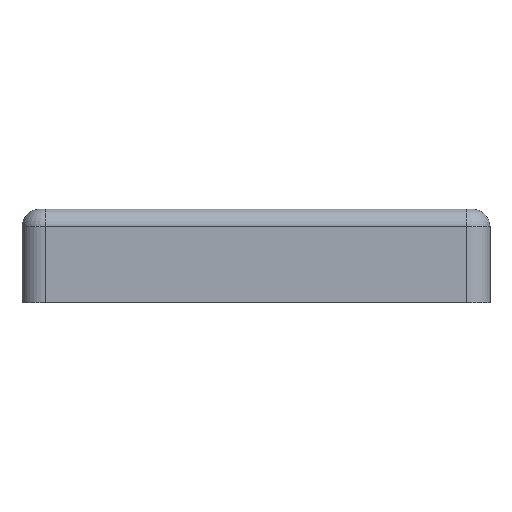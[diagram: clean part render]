
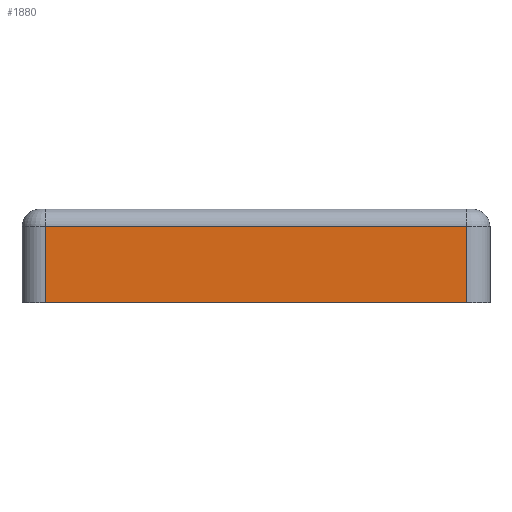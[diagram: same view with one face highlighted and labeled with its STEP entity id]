
A CAD part, left-side view. The second image highlights one B-rep face of the part: STEP entity #1880.
In plain terms, the highlighted planar face has unit normal (-1, 0, 0).
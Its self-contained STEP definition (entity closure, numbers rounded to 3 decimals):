
#534 = ORIENTED_EDGE ( 'NONE', *, *, #3897, .T. ) ;
#635 = DIRECTION ( 'NONE',  ( 0., 0., -1. ) ) ;
#923 = CARTESIAN_POINT ( 'NONE',  ( -40., -36., 0. ) ) ;
#936 = DIRECTION ( 'NONE',  ( 0., 0., -1. ) ) ;
#1127 = VERTEX_POINT ( 'NONE', #7566 ) ;
#1365 = LINE ( 'NONE', #4824, #2215 ) ;
#1370 = VERTEX_POINT ( 'NONE', #923 ) ;
#1880 = ADVANCED_FACE ( 'NONE', ( #6450 ), #3327, .F. ) ;
#1987 = DIRECTION ( 'NONE',  ( 0., 0., 1. ) ) ;
#2215 = VECTOR ( 'NONE', #635, 1000. ) ;
#2375 = VECTOR ( 'NONE', #1987, 1000. ) ;
#2640 = DIRECTION ( 'NONE',  ( 0., 1., 0. ) ) ;
#2680 = EDGE_CURVE ( 'NONE', #1127, #1370, #4660, .T. ) ;
#2804 = VERTEX_POINT ( 'NONE', #5873 ) ;
#2880 = VECTOR ( 'NONE', #6944, 1000. ) ;
#3327 = PLANE ( 'NONE',  #7068 ) ;
#3365 = ORIENTED_EDGE ( 'NONE', *, *, #2680, .T. ) ;
#3490 = EDGE_CURVE ( 'NONE', #7298, #1127, #1365, .T. ) ;
#3897 = EDGE_CURVE ( 'NONE', #2804, #7298, #7346, .T. ) ;
#4187 = VECTOR ( 'NONE', #2640, 1000. ) ;
#4303 = EDGE_LOOP ( 'NONE', ( #4944, #534, #7759, #3365 ) ) ;
#4467 = CARTESIAN_POINT ( 'NONE',  ( -40., 36., 13. ) ) ;
#4528 = DIRECTION ( 'NONE',  ( 1., 0., 0. ) ) ;
#4660 = LINE ( 'NONE', #5143, #2880 ) ;
#4824 = CARTESIAN_POINT ( 'NONE',  ( -40., 36., 16. ) ) ;
#4944 = ORIENTED_EDGE ( 'NONE', *, *, #5099, .T. ) ;
#4988 = CARTESIAN_POINT ( 'NONE',  ( -40., -36., 16. ) ) ;
#5099 = EDGE_CURVE ( 'NONE', #1370, #2804, #7141, .T. ) ;
#5143 = CARTESIAN_POINT ( 'NONE',  ( -40., -40., 0. ) ) ;
#5872 = CARTESIAN_POINT ( 'NONE',  ( -40., 36., 13. ) ) ;
#5873 = CARTESIAN_POINT ( 'NONE',  ( -40., -36., 13. ) ) ;
#6450 = FACE_OUTER_BOUND ( 'NONE', #4303, .T. ) ;
#6944 = DIRECTION ( 'NONE',  ( 0., -1., 0. ) ) ;
#7068 = AXIS2_PLACEMENT_3D ( 'NONE', #7496, #4528, #936 ) ;
#7141 = LINE ( 'NONE', #4988, #2375 ) ;
#7298 = VERTEX_POINT ( 'NONE', #5872 ) ;
#7346 = LINE ( 'NONE', #4467, #4187 ) ;
#7496 = CARTESIAN_POINT ( 'NONE',  ( -40., -40., 16. ) ) ;
#7566 = CARTESIAN_POINT ( 'NONE',  ( -40., 36., 0. ) ) ;
#7759 = ORIENTED_EDGE ( 'NONE', *, *, #3490, .T. ) ;
